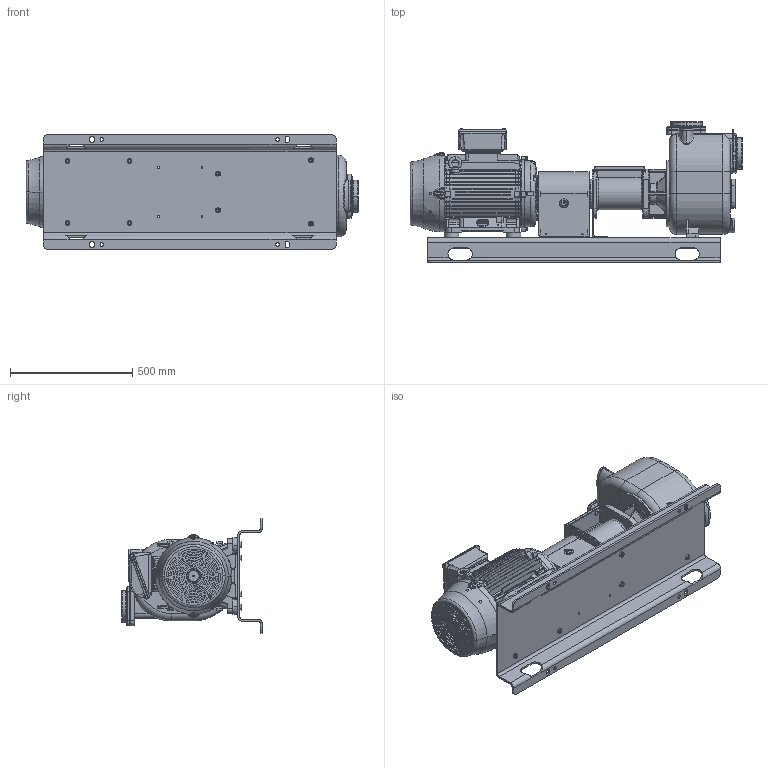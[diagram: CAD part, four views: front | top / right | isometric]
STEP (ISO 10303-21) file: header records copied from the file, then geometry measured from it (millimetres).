
FILE_DESCRIPTION((''),'2;1');
FILE_NAME('S108_BIT','2017-06-26T',('Nicola'),(''),'CREO PARAMETRIC BY PTC INC, 2017020','CREO PARAMETRIC BY PTC INC, 2017020','');
FILE_SCHEMA(('CONFIG_CONTROL_DESIGN'));
Products named in the file (1): S108_BIT
Bounding box: 1360.15 x 575 x 470 mm (x, y, z)
Volume: 82840889.2 mm3; surface area: 4651346.1 mm2
Topology: 4 solids, 4 shells, 3513 faces, 9398 edges, 5977 vertices
Faces by surface type: plane 1460, cylinder 1096, cone 429, bspline 342, torus 140, sphere 22, extrusion 12, revolution 12
Entity records: 152346 total; most frequent: CARTESIAN_POINT 67097, ORIENTED_EDGE 18740, DIRECTION 16733, EDGE_CURVE 9370, AXIS2_PLACEMENT_3D 6254, VERTEX_POINT 5977, VECTOR 4213, LINE 4201
